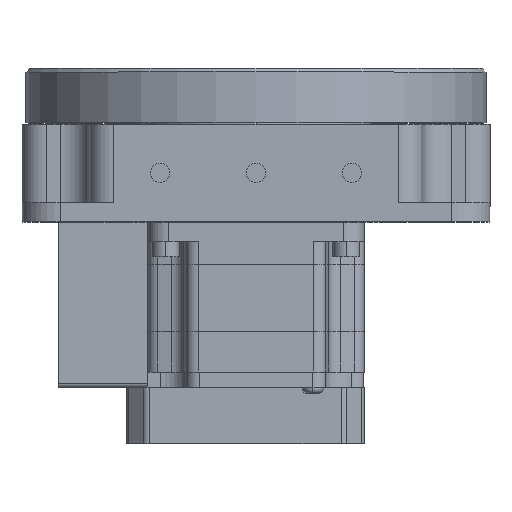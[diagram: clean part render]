
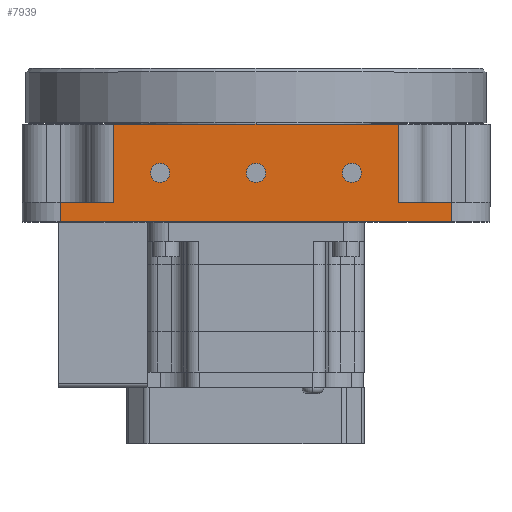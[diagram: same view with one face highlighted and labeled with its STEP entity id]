
A CAD part, top view. The second image highlights one B-rep face of the part: STEP entity #7939.
In plain terms, the highlighted planar face has unit normal (0, 0, 1).
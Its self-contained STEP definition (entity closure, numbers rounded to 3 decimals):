
#93 = CARTESIAN_POINT ( 'NONE',  ( 27.5, 12.7, 61. ) ) ;
#210 = ORIENTED_EDGE ( 'NONE', *, *, #3015, .F. ) ;
#367 = EDGE_CURVE ( 'NONE', #19916, #2062, #968, .T. ) ;
#628 = VERTEX_POINT ( 'NONE', #12106 ) ;
#855 = EDGE_LOOP ( 'NONE', ( #210, #7710 ) ) ;
#869 = ORIENTED_EDGE ( 'NONE', *, *, #7992, .F. ) ;
#887 = ORIENTED_EDGE ( 'NONE', *, *, #367, .F. ) ;
#945 = VERTEX_POINT ( 'NONE', #6653 ) ;
#968 = LINE ( 'NONE', #9407, #17562 ) ;
#1307 = CARTESIAN_POINT ( 'NONE',  ( 37.1, 36.8, 61. ) ) ;
#1309 = CARTESIAN_POINT ( 'NONE',  ( -51., 5., 61. ) ) ;
#1342 = VERTEX_POINT ( 'NONE', #17910 ) ;
#1448 = LINE ( 'NONE', #8151, #18940 ) ;
#1763 = LINE ( 'NONE', #3334, #8104 ) ;
#1828 = EDGE_LOOP ( 'NONE', ( #8730, #8837, #19056, #14721, #7597, #5369, #13642, #887 ) ) ;
#1903 = VERTEX_POINT ( 'NONE', #16306 ) ;
#2062 = VERTEX_POINT ( 'NONE', #12438 ) ;
#2127 = FACE_BOUND ( 'NONE', #855, .T. ) ;
#2137 = VECTOR ( 'NONE', #14983, 1000. ) ;
#2263 = DIRECTION ( 'NONE',  ( 0., 0., 1. ) ) ;
#2340 = DIRECTION ( 'NONE',  ( 0., 0., 1. ) ) ;
#2420 = DIRECTION ( 'NONE',  ( 0., 0., 1. ) ) ;
#2778 = LINE ( 'NONE', #1307, #17957 ) ;
#2790 = CARTESIAN_POINT ( 'NONE',  ( 37.1, 5., 61. ) ) ;
#3015 = EDGE_CURVE ( 'NONE', #4316, #945, #10351, .T. ) ;
#3315 = EDGE_CURVE ( 'NONE', #19504, #1903, #1763, .T. ) ;
#3321 = VERTEX_POINT ( 'NONE', #93 ) ;
#3334 = CARTESIAN_POINT ( 'NONE',  ( -51., 25.38, 61. ) ) ;
#3474 = ORIENTED_EDGE ( 'NONE', *, *, #9433, .F. ) ;
#3994 = VECTOR ( 'NONE', #14862, 1000. ) ;
#3998 = VERTEX_POINT ( 'NONE', #6851 ) ;
#4189 = DIRECTION ( 'NONE',  ( 1., 0., 0. ) ) ;
#4280 = AXIS2_PLACEMENT_3D ( 'NONE', #19612, #2263, #8547 ) ;
#4316 = VERTEX_POINT ( 'NONE', #4645 ) ;
#4645 = CARTESIAN_POINT ( 'NONE',  ( -22.5, 12.7, 61. ) ) ;
#5369 = ORIENTED_EDGE ( 'NONE', *, *, #11986, .T. ) ;
#5778 = VERTEX_POINT ( 'NONE', #7041 ) ;
#5970 = AXIS2_PLACEMENT_3D ( 'NONE', #15399, #7475, #12676 ) ;
#6623 = CIRCLE ( 'NONE', #5970, 2.5 ) ;
#6653 = CARTESIAN_POINT ( 'NONE',  ( -27.5, 12.7, 61. ) ) ;
#6706 = DIRECTION ( 'NONE',  ( 0., -1., 0. ) ) ;
#6794 = ORIENTED_EDGE ( 'NONE', *, *, #14536, .F. ) ;
#6811 = CIRCLE ( 'NONE', #7822, 2.5 ) ;
#6851 = CARTESIAN_POINT ( 'NONE',  ( -37.1, 5., 61. ) ) ;
#6967 = EDGE_CURVE ( 'NONE', #10624, #3998, #8720, .T. ) ;
#6985 = EDGE_CURVE ( 'NONE', #15981, #18905, #6811, .T. ) ;
#7041 = CARTESIAN_POINT ( 'NONE',  ( 22.5, 12.7, 61. ) ) ;
#7475 = DIRECTION ( 'NONE',  ( 0., 0., 1. ) ) ;
#7572 = EDGE_LOOP ( 'NONE', ( #6794, #869 ) ) ;
#7597 = ORIENTED_EDGE ( 'NONE', *, *, #12110, .T. ) ;
#7710 = ORIENTED_EDGE ( 'NONE', *, *, #12622, .F. ) ;
#7822 = AXIS2_PLACEMENT_3D ( 'NONE', #13409, #11958, #19894 ) ;
#7939 = ADVANCED_FACE ( 'NONE', ( #16432, #11437, #17801, #2127 ), #8518, .F. ) ;
#7992 = EDGE_CURVE ( 'NONE', #5778, #3321, #15205, .T. ) ;
#8104 = VECTOR ( 'NONE', #19026, 1000. ) ;
#8151 = CARTESIAN_POINT ( 'NONE',  ( -51., 25.38, 61. ) ) ;
#8226 = CARTESIAN_POINT ( 'NONE',  ( -37.1, 5., 61. ) ) ;
#8352 = AXIS2_PLACEMENT_3D ( 'NONE', #19768, #2420, #15058 ) ;
#8395 = DIRECTION ( 'NONE',  ( 0., 0., 1. ) ) ;
#8514 = CARTESIAN_POINT ( 'NONE',  ( -37.1, 36.8, 61. ) ) ;
#8518 = PLANE ( 'NONE',  #11181 ) ;
#8547 = DIRECTION ( 'NONE',  ( 1., 0., 0. ) ) ;
#8720 = LINE ( 'NONE', #8226, #2137 ) ;
#8730 = ORIENTED_EDGE ( 'NONE', *, *, #14070, .F. ) ;
#8837 = ORIENTED_EDGE ( 'NONE', *, *, #3315, .F. ) ;
#9276 = VECTOR ( 'NONE', #4189, 1000. ) ;
#9400 = AXIS2_PLACEMENT_3D ( 'NONE', #13289, #8395, #12974 ) ;
#9407 = CARTESIAN_POINT ( 'NONE',  ( 37.1, 5., 61. ) ) ;
#9433 = EDGE_CURVE ( 'NONE', #18905, #15981, #20077, .T. ) ;
#9531 = CARTESIAN_POINT ( 'NONE',  ( 51., 25.38, 61. ) ) ;
#10129 = CARTESIAN_POINT ( 'NONE',  ( -37.1, 25.38, 61. ) ) ;
#10351 = CIRCLE ( 'NONE', #8352, 2.5 ) ;
#10391 = CARTESIAN_POINT ( 'NONE',  ( 25., 12.7, 61. ) ) ;
#10494 = VECTOR ( 'NONE', #6706, 1000. ) ;
#10624 = VERTEX_POINT ( 'NONE', #1309 ) ;
#11025 = CARTESIAN_POINT ( 'NONE',  ( 2.5, 12.7, 61. ) ) ;
#11181 = AXIS2_PLACEMENT_3D ( 'NONE', #14867, #18223, #20097 ) ;
#11284 = DIRECTION ( 'NONE',  ( 0., -1., 0. ) ) ;
#11437 = FACE_BOUND ( 'NONE', #18206, .T. ) ;
#11667 = EDGE_CURVE ( 'NONE', #2062, #628, #17567, .T. ) ;
#11958 = DIRECTION ( 'NONE',  ( 0., 0., 1. ) ) ;
#11986 = EDGE_CURVE ( 'NONE', #1342, #628, #18508, .T. ) ;
#12106 = CARTESIAN_POINT ( 'NONE',  ( 51., 0., 61. ) ) ;
#12110 = EDGE_CURVE ( 'NONE', #10624, #1342, #1448, .T. ) ;
#12438 = CARTESIAN_POINT ( 'NONE',  ( 51., 5., 61. ) ) ;
#12622 = EDGE_CURVE ( 'NONE', #945, #4316, #13277, .T. ) ;
#12676 = DIRECTION ( 'NONE',  ( 1., 0., 0. ) ) ;
#12974 = DIRECTION ( 'NONE',  ( 1., 0., 0. ) ) ;
#13277 = CIRCLE ( 'NONE', #4280, 2.5 ) ;
#13289 = CARTESIAN_POINT ( 'NONE',  ( 0., 12.7, 61. ) ) ;
#13409 = CARTESIAN_POINT ( 'NONE',  ( 0., 12.7, 61. ) ) ;
#13615 = LINE ( 'NONE', #8514, #3994 ) ;
#13642 = ORIENTED_EDGE ( 'NONE', *, *, #11667, .F. ) ;
#13824 = DIRECTION ( 'NONE',  ( 1., 0., 0. ) ) ;
#14070 = EDGE_CURVE ( 'NONE', #1903, #19916, #2778, .T. ) ;
#14536 = EDGE_CURVE ( 'NONE', #3321, #5778, #6623, .T. ) ;
#14721 = ORIENTED_EDGE ( 'NONE', *, *, #6967, .F. ) ;
#14862 = DIRECTION ( 'NONE',  ( 0., -1., 0. ) ) ;
#14867 = CARTESIAN_POINT ( 'NONE',  ( -51., 25.38, 61. ) ) ;
#14983 = DIRECTION ( 'NONE',  ( 1., 0., 0. ) ) ;
#15058 = DIRECTION ( 'NONE',  ( 1., 0., 0. ) ) ;
#15205 = CIRCLE ( 'NONE', #18878, 2.5 ) ;
#15367 = CARTESIAN_POINT ( 'NONE',  ( -51., 0., 61. ) ) ;
#15399 = CARTESIAN_POINT ( 'NONE',  ( 25., 12.7, 61. ) ) ;
#15981 = VERTEX_POINT ( 'NONE', #17482 ) ;
#16306 = CARTESIAN_POINT ( 'NONE',  ( 37.1, 25.38, 61. ) ) ;
#16432 = FACE_BOUND ( 'NONE', #7572, .T. ) ;
#16814 = ORIENTED_EDGE ( 'NONE', *, *, #6985, .F. ) ;
#17482 = CARTESIAN_POINT ( 'NONE',  ( -2.5, 12.7, 61. ) ) ;
#17562 = VECTOR ( 'NONE', #13824, 1000. ) ;
#17567 = LINE ( 'NONE', #9531, #10494 ) ;
#17801 = FACE_OUTER_BOUND ( 'NONE', #1828, .T. ) ;
#17910 = CARTESIAN_POINT ( 'NONE',  ( -51., 0., 61. ) ) ;
#17957 = VECTOR ( 'NONE', #20345, 1000. ) ;
#18206 = EDGE_LOOP ( 'NONE', ( #3474, #16814 ) ) ;
#18223 = DIRECTION ( 'NONE',  ( 0., 0., -1. ) ) ;
#18431 = DIRECTION ( 'NONE',  ( 1., 0., 0. ) ) ;
#18508 = LINE ( 'NONE', #15367, #9276 ) ;
#18878 = AXIS2_PLACEMENT_3D ( 'NONE', #10391, #2340, #18431 ) ;
#18905 = VERTEX_POINT ( 'NONE', #11025 ) ;
#18940 = VECTOR ( 'NONE', #11284, 1000. ) ;
#19026 = DIRECTION ( 'NONE',  ( 1., 0., 0. ) ) ;
#19056 = ORIENTED_EDGE ( 'NONE', *, *, #20572, .T. ) ;
#19504 = VERTEX_POINT ( 'NONE', #10129 ) ;
#19612 = CARTESIAN_POINT ( 'NONE',  ( -25., 12.7, 61. ) ) ;
#19768 = CARTESIAN_POINT ( 'NONE',  ( -25., 12.7, 61. ) ) ;
#19894 = DIRECTION ( 'NONE',  ( 1., 0., 0. ) ) ;
#19916 = VERTEX_POINT ( 'NONE', #2790 ) ;
#20077 = CIRCLE ( 'NONE', #9400, 2.5 ) ;
#20097 = DIRECTION ( 'NONE',  ( -1., 0., 0. ) ) ;
#20345 = DIRECTION ( 'NONE',  ( 0., -1., 0. ) ) ;
#20572 = EDGE_CURVE ( 'NONE', #19504, #3998, #13615, .T. ) ;
